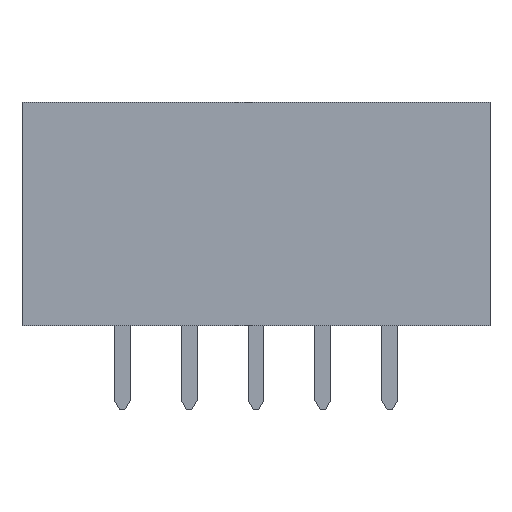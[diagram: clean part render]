
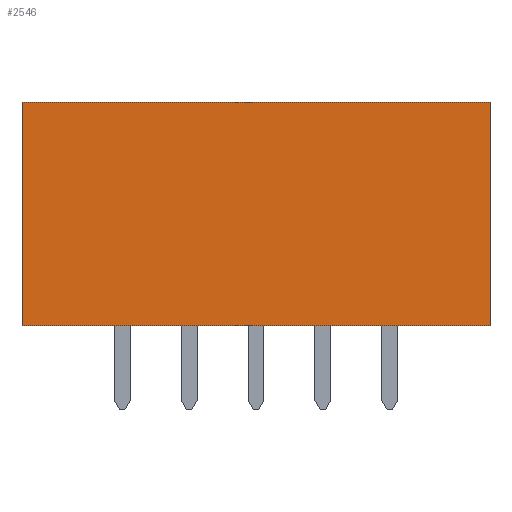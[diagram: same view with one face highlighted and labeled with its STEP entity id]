
A CAD part, front view. The second image highlights one B-rep face of the part: STEP entity #2546.
In plain terms, the highlighted planar face has unit normal (0, -1, 0).
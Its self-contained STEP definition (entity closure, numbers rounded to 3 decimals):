
#267 = VERTEX_POINT ( 'NONE', #4869 ) ;
#291 = ORIENTED_EDGE ( 'NONE', *, *, #3694, .T. ) ;
#323 = VERTEX_POINT ( 'NONE', #4845 ) ;
#487 = VERTEX_POINT ( 'NONE', #4808 ) ;
#577 = ORIENTED_EDGE ( 'NONE', *, *, #3570, .F. ) ;
#833 = ORIENTED_EDGE ( 'NONE', *, *, #3654, .F. ) ;
#897 = EDGE_LOOP ( 'NONE', ( #939, #577, #833, #291 ) ) ;
#939 = ORIENTED_EDGE ( 'NONE', *, *, #4332, .T. ) ;
#1166 = VERTEX_POINT ( 'NONE', #4987 ) ;
#1568 = LINE ( 'NONE', #6069, #1871 ) ;
#1591 = VECTOR ( 'NONE', #6013, 1000. ) ;
#1596 = LINE ( 'NONE', #6011, #1591 ) ;
#1659 = FACE_OUTER_BOUND ( 'NONE', #897, .T. ) ;
#1836 = VECTOR ( 'NONE', #5890, 1000. ) ;
#1871 = VECTOR ( 'NONE', #6071, 1000. ) ;
#1920 = LINE ( 'NONE', #5873, #1836 ) ;
#2546 = ADVANCED_FACE ( 'NONE', ( #1659 ), #5701, .T. ) ;
#3212 = LINE ( 'NONE', #4426, #3213 ) ;
#3213 = VECTOR ( 'NONE', #4428, 1000. ) ;
#3570 = EDGE_CURVE ( 'NONE', #487, #1166, #1920, .T. ) ;
#3654 = EDGE_CURVE ( 'NONE', #323, #487, #1596, .T. ) ;
#3694 = EDGE_CURVE ( 'NONE', #323, #267, #1568, .T. ) ;
#4191 = AXIS2_PLACEMENT_3D ( 'NONE', #5724, #5725, #5726 ) ;
#4332 = EDGE_CURVE ( 'NONE', #267, #1166, #3212, .T. ) ;
#4426 = CARTESIAN_POINT ( 'NONE',  ( -3.81, -4.27, 0. ) ) ;
#4428 = DIRECTION ( 'NONE',  ( 1., 0., 0. ) ) ;
#4808 = CARTESIAN_POINT ( 'NONE',  ( 13.97, -4.27, 8.5 ) ) ;
#4845 = CARTESIAN_POINT ( 'NONE',  ( -3.81, -4.27, 8.5 ) ) ;
#4869 = CARTESIAN_POINT ( 'NONE',  ( -3.81, -4.27, 0. ) ) ;
#4987 = CARTESIAN_POINT ( 'NONE',  ( 13.97, -4.27, 0. ) ) ;
#5701 = PLANE ( 'NONE',  #4191 ) ;
#5724 = CARTESIAN_POINT ( 'NONE',  ( -3.81, -4.27, 8.5 ) ) ;
#5725 = DIRECTION ( 'NONE',  ( 0., -1., 0. ) ) ;
#5726 = DIRECTION ( 'NONE',  ( 0., 0., -1. ) ) ;
#5873 = CARTESIAN_POINT ( 'NONE',  ( 13.97, -4.27, 8.5 ) ) ;
#5890 = DIRECTION ( 'NONE',  ( 0., 0., -1. ) ) ;
#6011 = CARTESIAN_POINT ( 'NONE',  ( -3.81, -4.27, 8.5 ) ) ;
#6013 = DIRECTION ( 'NONE',  ( 1., 0., 0. ) ) ;
#6069 = CARTESIAN_POINT ( 'NONE',  ( -3.81, -4.27, 8.5 ) ) ;
#6071 = DIRECTION ( 'NONE',  ( 0., 0., -1. ) ) ;
